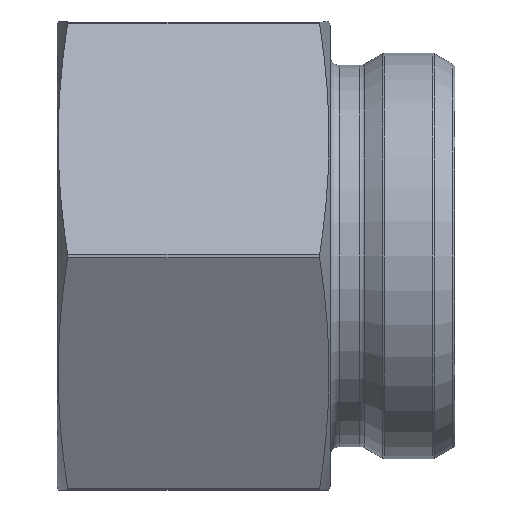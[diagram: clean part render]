
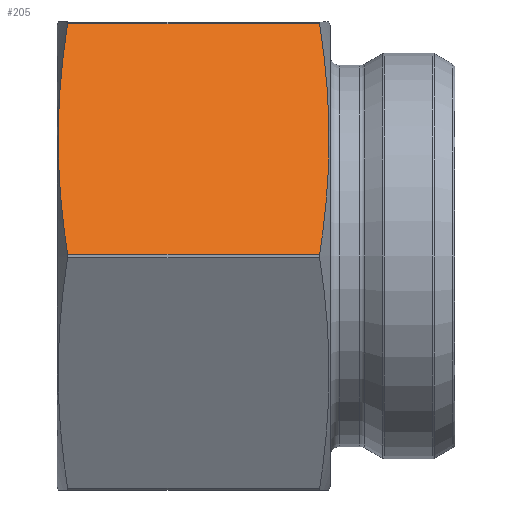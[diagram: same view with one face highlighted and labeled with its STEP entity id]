
A CAD part, front view. The second image highlights one B-rep face of the part: STEP entity #205.
In plain terms, the highlighted planar face has unit normal (0, -0.866, 0.5).
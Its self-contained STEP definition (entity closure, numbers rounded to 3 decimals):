
#205=ADVANCED_FACE('',(#252),#240,.F.);
#240=PLANE('',#587);
#252=FACE_OUTER_BOUND('',#264,.T.);
#264=EDGE_LOOP('',(#354,#355,#356,#357));
#324=LINE('',#832,#336);
#325=LINE('',#842,#337);
#336=VECTOR('',#662,1.);
#337=VECTOR('',#667,1.);
#354=ORIENTED_EDGE('',*,*,#518,.F.);
#355=ORIENTED_EDGE('',*,*,#519,.F.);
#356=ORIENTED_EDGE('',*,*,#520,.T.);
#357=ORIENTED_EDGE('',*,*,#516,.T.);
#468=VERTEX_POINT('',#831);
#469=VERTEX_POINT('',#833);
#470=VERTEX_POINT('',#841);
#471=VERTEX_POINT('',#843);
#516=EDGE_CURVE('',#469,#468,#324,.T.);
#518=EDGE_CURVE('',#470,#468,#572,.T.);
#519=EDGE_CURVE('',#471,#470,#325,.T.);
#520=EDGE_CURVE('',#471,#469,#573,.T.);
#572=B_SPLINE_CURVE_WITH_KNOTS('',3,(#836,#837,#838,#839,#840),
 .UNSPECIFIED.,.F.,.F.,(4,1,4),(0.,0.5,1.),.UNSPECIFIED.);
#573=B_SPLINE_CURVE_WITH_KNOTS('',3,(#844,#845,#846,#847,#848),
 .UNSPECIFIED.,.F.,.F.,(4,1,4),(0.,0.5,1.),.UNSPECIFIED.);
#587=AXIS2_PLACEMENT_3D('',#849,#668,#669);
#662=DIRECTION('',(-1.,0.,0.));
#667=DIRECTION('',(-1.,0.,0.));
#668=DIRECTION('',(0.,0.866,-0.5));
#669=DIRECTION('',(0.,0.5,0.866));
#831=CARTESIAN_POINT('',(1.348,-17.432,29.807));
#832=CARTESIAN_POINT('',(51.,-17.432,29.807));
#833=CARTESIAN_POINT('',(33.652,-17.432,29.807));
#836=CARTESIAN_POINT('',(1.348,-34.529,0.193));
#837=CARTESIAN_POINT('',(0.592,-31.68,5.129));
#838=CARTESIAN_POINT('',(-0.324,-25.981,15.));
#839=CARTESIAN_POINT('',(0.592,-20.282,24.871));
#840=CARTESIAN_POINT('',(1.348,-17.432,29.807));
#841=CARTESIAN_POINT('',(1.348,-34.529,0.193));
#842=CARTESIAN_POINT('',(51.,-34.529,0.193));
#843=CARTESIAN_POINT('',(33.652,-34.529,0.193));
#844=CARTESIAN_POINT('',(33.652,-34.529,0.193));
#845=CARTESIAN_POINT('',(34.408,-31.68,5.129));
#846=CARTESIAN_POINT('',(35.324,-25.981,15.));
#847=CARTESIAN_POINT('',(34.408,-20.282,24.871));
#848=CARTESIAN_POINT('',(33.652,-17.432,29.807));
#849=CARTESIAN_POINT('',(51.,-17.432,29.807));
